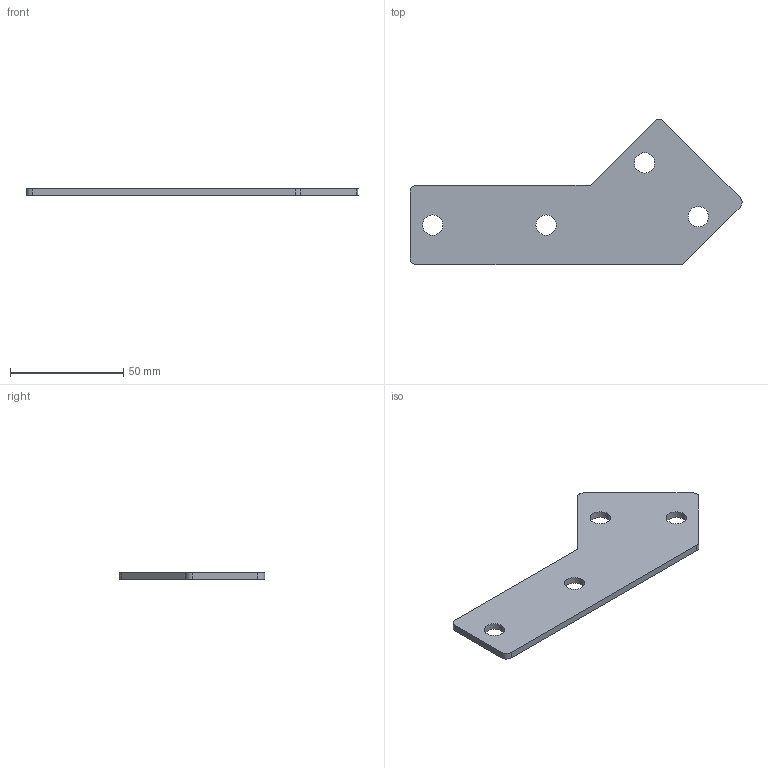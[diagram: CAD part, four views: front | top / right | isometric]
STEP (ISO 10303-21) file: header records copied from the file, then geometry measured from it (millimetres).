
FILE_DESCRIPTION(('Creo Elements/Direct Modeling STEP Export'),'2;1');
FILE_NAME('44.0180.1_Winkelplatte-MMS-44_3mm-45°-chem-vernickelt.stp','2022-03-21T 8:57:10',(''),(''),'PTC Creo Elements/Direct Modeling STEP processor for AP214 (Solid Model)','PTC Creo Elements/Direct Modeling 19.0C 15-Aug-2015 (C) Parametric Technology GmbH','');
FILE_SCHEMA(('AUTOMOTIVE_DESIGN { 1 0 10303 214 1 1 1 1 }'));
Length unit declared in the file: millimetre
Products named in the file (1): Winkelplatte-MMS-44_3mm-45°-chem-vernickelt_44.0180.1_PX173309
Bounding box: 146.32 x 64.15 x 3 mm (x, y, z)
Volume: 16258.9 mm3; surface area: 12272.2 mm2
Topology: 1 solids, 1 shells, 21 faces, 57 edges, 38 vertices
Faces by surface type: cylinder 13, plane 8
Entity records: 675 total; most frequent: ORIENTED_EDGE 114, DIRECTION 111, CARTESIAN_POINT 109, EDGE_CURVE 57, AXIS2_PLACEMENT_3D 40, VERTEX_POINT 38, VECTOR 31, LINE 31
